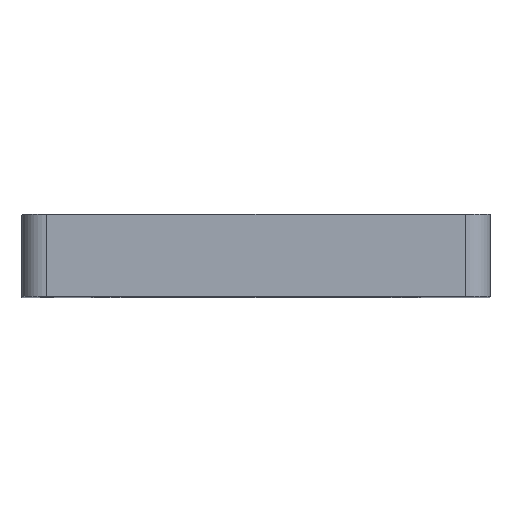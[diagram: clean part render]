
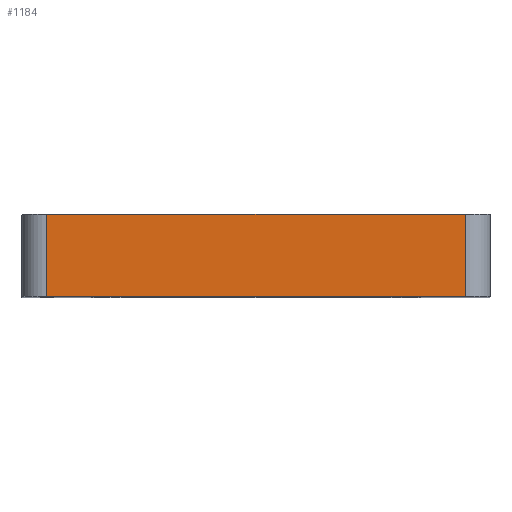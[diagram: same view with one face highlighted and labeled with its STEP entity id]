
A CAD part, top view. The second image highlights one B-rep face of the part: STEP entity #1184.
In plain terms, the highlighted planar face has unit normal (0, 0, 1).
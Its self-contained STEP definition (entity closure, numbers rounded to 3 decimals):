
#263 = EDGE_CURVE ( 'NONE', #1983, #1290, #848, .T. ) ;
#279 = VERTEX_POINT ( 'NONE', #1611 ) ;
#295 = CARTESIAN_POINT ( 'NONE',  ( 25.5, -10., 58.5 ) ) ;
#439 = AXIS2_PLACEMENT_3D ( 'NONE', #1323, #608, #2095 ) ;
#479 = VECTOR ( 'NONE', #1683, 1000. ) ;
#520 = VECTOR ( 'NONE', #1342, 1000. ) ;
#568 = CARTESIAN_POINT ( 'NONE',  ( -28.5, 0., 58.5 ) ) ;
#608 = DIRECTION ( 'NONE',  ( 0., 0., 1. ) ) ;
#783 = CARTESIAN_POINT ( 'NONE',  ( -25.5, 0., 58.5 ) ) ;
#809 = LINE ( 'NONE', #980, #520 ) ;
#848 = LINE ( 'NONE', #1414, #2262 ) ;
#940 = EDGE_CURVE ( 'NONE', #1290, #1260, #809, .T. ) ;
#980 = CARTESIAN_POINT ( 'NONE',  ( -28.5, -10., 58.5 ) ) ;
#1029 = EDGE_LOOP ( 'NONE', ( #2364, #1858, #1416, #2172 ) ) ;
#1042 = CARTESIAN_POINT ( 'NONE',  ( -25.5, -10., 58.5 ) ) ;
#1100 = EDGE_CURVE ( 'NONE', #1260, #279, #1391, .T. ) ;
#1184 = ADVANCED_FACE ( 'NONE', ( #1707 ), #2277, .T. ) ;
#1205 = DIRECTION ( 'NONE',  ( 0., 1., 0. ) ) ;
#1212 = DIRECTION ( 'NONE',  ( 0., -1., 0. ) ) ;
#1260 = VERTEX_POINT ( 'NONE', #295 ) ;
#1290 = VERTEX_POINT ( 'NONE', #1042 ) ;
#1323 = CARTESIAN_POINT ( 'NONE',  ( -28.5, -10., 58.5 ) ) ;
#1342 = DIRECTION ( 'NONE',  ( 1., 0., 0. ) ) ;
#1391 = LINE ( 'NONE', #2139, #1798 ) ;
#1414 = CARTESIAN_POINT ( 'NONE',  ( -25.5, -10., 58.5 ) ) ;
#1416 = ORIENTED_EDGE ( 'NONE', *, *, #2292, .F. ) ;
#1501 = LINE ( 'NONE', #568, #479 ) ;
#1611 = CARTESIAN_POINT ( 'NONE',  ( 25.5, 0., 58.5 ) ) ;
#1683 = DIRECTION ( 'NONE',  ( 1., 0., 0. ) ) ;
#1707 = FACE_OUTER_BOUND ( 'NONE', #1029, .T. ) ;
#1798 = VECTOR ( 'NONE', #1205, 1000. ) ;
#1858 = ORIENTED_EDGE ( 'NONE', *, *, #1100, .T. ) ;
#1983 = VERTEX_POINT ( 'NONE', #783 ) ;
#2095 = DIRECTION ( 'NONE',  ( 1., 0., 0. ) ) ;
#2139 = CARTESIAN_POINT ( 'NONE',  ( 25.5, -10., 58.5 ) ) ;
#2172 = ORIENTED_EDGE ( 'NONE', *, *, #263, .T. ) ;
#2262 = VECTOR ( 'NONE', #1212, 1000. ) ;
#2277 = PLANE ( 'NONE',  #439 ) ;
#2292 = EDGE_CURVE ( 'NONE', #1983, #279, #1501, .T. ) ;
#2364 = ORIENTED_EDGE ( 'NONE', *, *, #940, .T. ) ;
